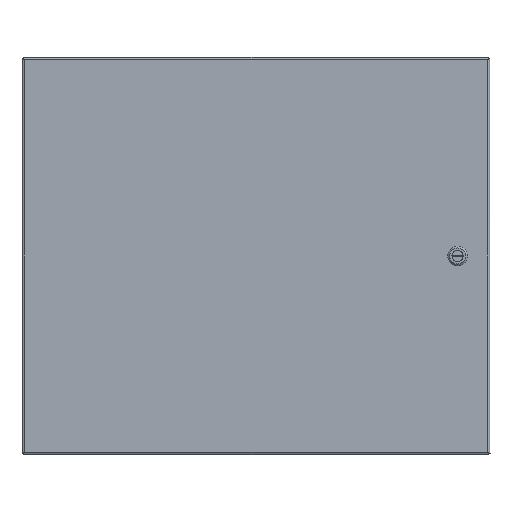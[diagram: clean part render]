
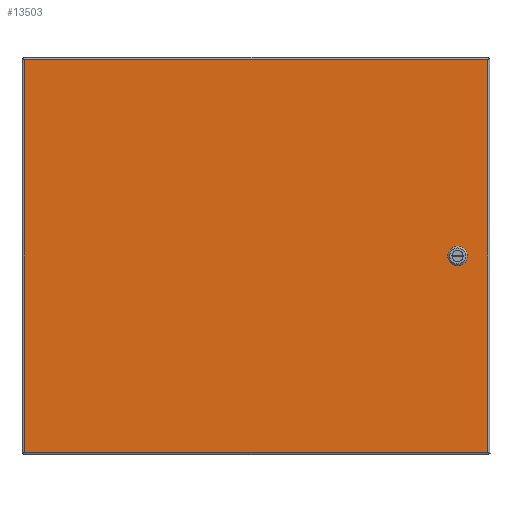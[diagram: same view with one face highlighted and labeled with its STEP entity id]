
A CAD part, front view. The second image highlights one B-rep face of the part: STEP entity #13503.
In plain terms, the highlighted planar face has unit normal (0, -1, 0).
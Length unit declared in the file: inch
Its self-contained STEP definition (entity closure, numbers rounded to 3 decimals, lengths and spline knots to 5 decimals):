
#173 = EDGE_CURVE ( 'NONE', #14031, #10010, #11413, .T. ) ;
#245 = PLANE ( 'NONE',  #1882 ) ;
#257 = CARTESIAN_POINT ( 'NONE',  ( 11.6545, -1.796, -11.326 ) ) ;
#642 = VECTOR ( 'NONE', #13735, 39.37008 ) ;
#1372 = DIRECTION ( 'NONE',  ( 0., 0., -1. ) ) ;
#1882 = AXIS2_PLACEMENT_3D ( 'NONE', #8869, #6890, #11926 ) ;
#2020 = LINE ( 'NONE', #8674, #18645 ) ;
#2323 = EDGE_CURVE ( 'NONE', #9531, #18330, #5630, .T. ) ;
#2433 = VECTOR ( 'NONE', #21547, 39.37008 ) ;
#2643 = CARTESIAN_POINT ( 'NONE',  ( 11.49, -1.796, -10.6995 ) ) ;
#2931 = CARTESIAN_POINT ( 'NONE',  ( 10.8635, -1.796, -11.326 ) ) ;
#2962 = VECTOR ( 'NONE', #8665, 39.37008 ) ;
#3130 = DIRECTION ( 'NONE',  ( 1., 0., 0. ) ) ;
#3211 = LINE ( 'NONE', #3322, #14814 ) ;
#3322 = CARTESIAN_POINT ( 'NONE',  ( -12.946, -1.796, -22.0665 ) ) ;
#3345 = CARTESIAN_POINT ( 'NONE',  ( 12.947, -1.796, -22.0665 ) ) ;
#3680 = ORIENTED_EDGE ( 'NONE', *, *, #14325, .T. ) ;
#4101 = CARTESIAN_POINT ( 'NONE',  ( 10.8635, -1.796, -11.326 ) ) ;
#4263 = CARTESIAN_POINT ( 'NONE',  ( 10.8635, -1.796, -10.864 ) ) ;
#4273 = LINE ( 'NONE', #2643, #2962 ) ;
#4353 = VECTOR ( 'NONE', #14675, 39.37008 ) ;
#4518 = ORIENTED_EDGE ( 'NONE', *, *, #17424, .T. ) ;
#4572 = EDGE_CURVE ( 'NONE', #10008, #4873, #18817, .T. ) ;
#4638 = ORIENTED_EDGE ( 'NONE', *, *, #16696, .T. ) ;
#4681 = CARTESIAN_POINT ( 'NONE',  ( 11.6545, -1.796, -11.326 ) ) ;
#4873 = VERTEX_POINT ( 'NONE', #11586 ) ;
#4977 = VECTOR ( 'NONE', #15950, 39.37008 ) ;
#5053 = FACE_BOUND ( 'NONE', #13621, .T. ) ;
#5261 = FACE_OUTER_BOUND ( 'NONE', #6048, .T. ) ;
#5280 = CARTESIAN_POINT ( 'NONE',  ( 11.49, -1.796, -10.6995 ) ) ;
#5630 = LINE ( 'NONE', #4101, #5783 ) ;
#5700 = DIRECTION ( 'NONE',  ( -0.707, 0., -0.707 ) ) ;
#5783 = VECTOR ( 'NONE', #12297, 39.37008 ) ;
#6048 = EDGE_LOOP ( 'NONE', ( #16850, #4638, #18359, #9432 ) ) ;
#6685 = LINE ( 'NONE', #14893, #4353 ) ;
#6890 = DIRECTION ( 'NONE',  ( 0., -1., 0. ) ) ;
#6974 = EDGE_CURVE ( 'NONE', #20686, #17125, #17344, .T. ) ;
#7539 = LINE ( 'NONE', #4263, #4977 ) ;
#7670 = CARTESIAN_POINT ( 'NONE',  ( 11.028, -1.796, -11.4905 ) ) ;
#7743 = CARTESIAN_POINT ( 'NONE',  ( 10.8635, -1.796, -10.864 ) ) ;
#7986 = LINE ( 'NONE', #14877, #2433 ) ;
#8356 = DIRECTION ( 'NONE',  ( 0., 0., 1. ) ) ;
#8665 = DIRECTION ( 'NONE',  ( 1., 0., 0. ) ) ;
#8674 = CARTESIAN_POINT ( 'NONE',  ( 11.028, -1.796, -10.6995 ) ) ;
#8869 = CARTESIAN_POINT ( 'NONE',  ( -12.946, -1.796, -22.0665 ) ) ;
#9432 = ORIENTED_EDGE ( 'NONE', *, *, #173, .T. ) ;
#9531 = VERTEX_POINT ( 'NONE', #7670 ) ;
#9775 = CARTESIAN_POINT ( 'NONE',  ( -12.946, -1.796, -22.0665 ) ) ;
#9925 = EDGE_CURVE ( 'NONE', #18330, #15566, #7539, .T. ) ;
#10008 = VERTEX_POINT ( 'NONE', #4681 ) ;
#10010 = VERTEX_POINT ( 'NONE', #18127 ) ;
#10426 = CARTESIAN_POINT ( 'NONE',  ( 11.028, -1.796, -10.6995 ) ) ;
#10450 = ORIENTED_EDGE ( 'NONE', *, *, #14187, .T. ) ;
#10758 = VECTOR ( 'NONE', #5700, 39.37008 ) ;
#11413 = LINE ( 'NONE', #9775, #18377 ) ;
#11586 = CARTESIAN_POINT ( 'NONE',  ( 11.49, -1.796, -11.4905 ) ) ;
#11926 = DIRECTION ( 'NONE',  ( 0., 0., -1. ) ) ;
#12297 = DIRECTION ( 'NONE',  ( -0.707, 0., 0.707 ) ) ;
#13159 = EDGE_CURVE ( 'NONE', #10010, #14220, #13178, .T. ) ;
#13178 = LINE ( 'NONE', #3345, #20713 ) ;
#13417 = ORIENTED_EDGE ( 'NONE', *, *, #2323, .T. ) ;
#13503 = ADVANCED_FACE ( 'NONE', ( #5261, #5053 ), #245, .T. ) ;
#13621 = EDGE_LOOP ( 'NONE', ( #18040, #10450, #16180, #17366, #4518, #18296, #3680, #13417 ) ) ;
#13684 = CARTESIAN_POINT ( 'NONE',  ( 11.6545, -1.796, -11.326 ) ) ;
#13718 = CARTESIAN_POINT ( 'NONE',  ( 11.6545, -1.796, -10.864 ) ) ;
#13735 = DIRECTION ( 'NONE',  ( 0.707, 0., -0.707 ) ) ;
#13803 = DIRECTION ( 'NONE',  ( 0., 0., -1. ) ) ;
#14031 = VERTEX_POINT ( 'NONE', #21493 ) ;
#14187 = EDGE_CURVE ( 'NONE', #15566, #16143, #2020, .T. ) ;
#14220 = VERTEX_POINT ( 'NONE', #16109 ) ;
#14325 = EDGE_CURVE ( 'NONE', #4873, #9531, #6685, .T. ) ;
#14416 = EDGE_CURVE ( 'NONE', #14512, #14031, #3211, .T. ) ;
#14512 = VERTEX_POINT ( 'NONE', #21009 ) ;
#14675 = DIRECTION ( 'NONE',  ( -1., 0., 0. ) ) ;
#14814 = VECTOR ( 'NONE', #1372, 39.37008 ) ;
#14877 = CARTESIAN_POINT ( 'NONE',  ( -12.946, -1.796, -0.1235 ) ) ;
#14893 = CARTESIAN_POINT ( 'NONE',  ( 11.028, -1.796, -11.4905 ) ) ;
#15454 = DIRECTION ( 'NONE',  ( 0.707, 0., 0.707 ) ) ;
#15566 = VERTEX_POINT ( 'NONE', #7743 ) ;
#15950 = DIRECTION ( 'NONE',  ( 0., 0., 1. ) ) ;
#16109 = CARTESIAN_POINT ( 'NONE',  ( 12.947, -1.796, -0.1235 ) ) ;
#16143 = VERTEX_POINT ( 'NONE', #10426 ) ;
#16180 = ORIENTED_EDGE ( 'NONE', *, *, #20732, .T. ) ;
#16696 = EDGE_CURVE ( 'NONE', #14220, #14512, #7986, .T. ) ;
#16850 = ORIENTED_EDGE ( 'NONE', *, *, #13159, .T. ) ;
#17081 = LINE ( 'NONE', #257, #18135 ) ;
#17125 = VERTEX_POINT ( 'NONE', #13718 ) ;
#17344 = LINE ( 'NONE', #19081, #642 ) ;
#17366 = ORIENTED_EDGE ( 'NONE', *, *, #6974, .T. ) ;
#17424 = EDGE_CURVE ( 'NONE', #17125, #10008, #17081, .T. ) ;
#18040 = ORIENTED_EDGE ( 'NONE', *, *, #9925, .T. ) ;
#18127 = CARTESIAN_POINT ( 'NONE',  ( 12.947, -1.796, -22.0665 ) ) ;
#18135 = VECTOR ( 'NONE', #13803, 39.37008 ) ;
#18296 = ORIENTED_EDGE ( 'NONE', *, *, #4572, .T. ) ;
#18330 = VERTEX_POINT ( 'NONE', #2931 ) ;
#18359 = ORIENTED_EDGE ( 'NONE', *, *, #14416, .T. ) ;
#18377 = VECTOR ( 'NONE', #3130, 39.37008 ) ;
#18645 = VECTOR ( 'NONE', #15454, 39.37008 ) ;
#18817 = LINE ( 'NONE', #13684, #10758 ) ;
#19081 = CARTESIAN_POINT ( 'NONE',  ( 11.49, -1.796, -10.6995 ) ) ;
#20686 = VERTEX_POINT ( 'NONE', #5280 ) ;
#20713 = VECTOR ( 'NONE', #8356, 39.37008 ) ;
#20732 = EDGE_CURVE ( 'NONE', #16143, #20686, #4273, .T. ) ;
#21009 = CARTESIAN_POINT ( 'NONE',  ( -12.946, -1.796, -0.1235 ) ) ;
#21493 = CARTESIAN_POINT ( 'NONE',  ( -12.946, -1.796, -22.0665 ) ) ;
#21547 = DIRECTION ( 'NONE',  ( -1., 0., 0. ) ) ;
